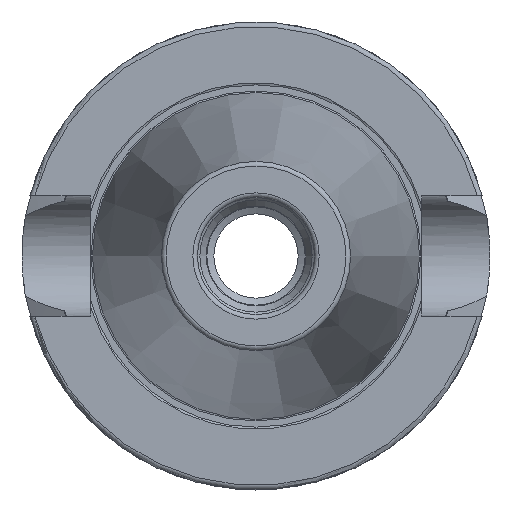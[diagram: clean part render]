
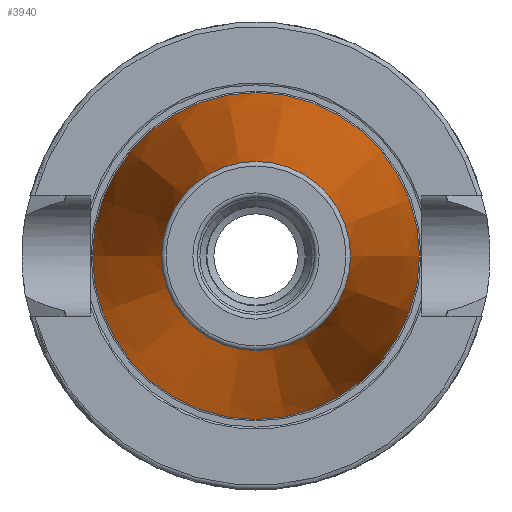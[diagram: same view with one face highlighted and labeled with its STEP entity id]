
A CAD part, left-side view. The second image highlights one B-rep face of the part: STEP entity #3940.
In plain terms, the highlighted conical face has half-angle 8.297 degrees and reference radius 27.564 mm.
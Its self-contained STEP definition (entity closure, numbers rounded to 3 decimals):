
#3906=CARTESIAN_POINT('',(-100.944,20.204,0.0));
#3907=VERTEX_POINT('',#3906);
#3908=CARTESIAN_POINT('',(-100.944,0.0,0.0));
#3909=DIRECTION('',(1.0,0.0,0.0));
#3910=DIRECTION('',(0.0,1.0,0.0));
#3911=AXIS2_PLACEMENT_3D('',#3908,#3909,#3910);
#3912=CIRCLE('',#3911,20.204);
#3913=EDGE_CURVE('',#3907,#3907,#3912,.T.);
#3921=CARTESIAN_POINT('',(-50.472,0.0,0.0));
#3922=DIRECTION('',(1.0,0.0,0.0));
#3923=DIRECTION('',(0.0,1.0,0.0));
#3924=AXIS2_PLACEMENT_3D('',#3921,#3922,#3923);
#3925=CONICAL_SURFACE('',#3924,27.564,8.297);
#3926=CARTESIAN_POINT('',(0.0,34.925,0.0));
#3927=VERTEX_POINT('',#3926);
#3928=CARTESIAN_POINT('',(0.0,0.0,0.0));
#3929=DIRECTION('',(1.0,0.0,0.0));
#3930=DIRECTION('',(0.0,1.0,0.0));
#3931=AXIS2_PLACEMENT_3D('',#3928,#3929,#3930);
#3932=CIRCLE('',#3931,34.925);
#3933=EDGE_CURVE('',#3927,#3927,#3932,.T.);
#3934=ORIENTED_EDGE('',*,*,#3933,.F.);
#3935=EDGE_LOOP('',(#3934));
#3936=FACE_OUTER_BOUND('',#3935,.T.);
#3937=ORIENTED_EDGE('',*,*,#3913,.T.);
#3938=EDGE_LOOP('',(#3937));
#3939=FACE_BOUND('',#3938,.T.);
#3940=ADVANCED_FACE('',(#3936,#3939),#3925,.T.);
